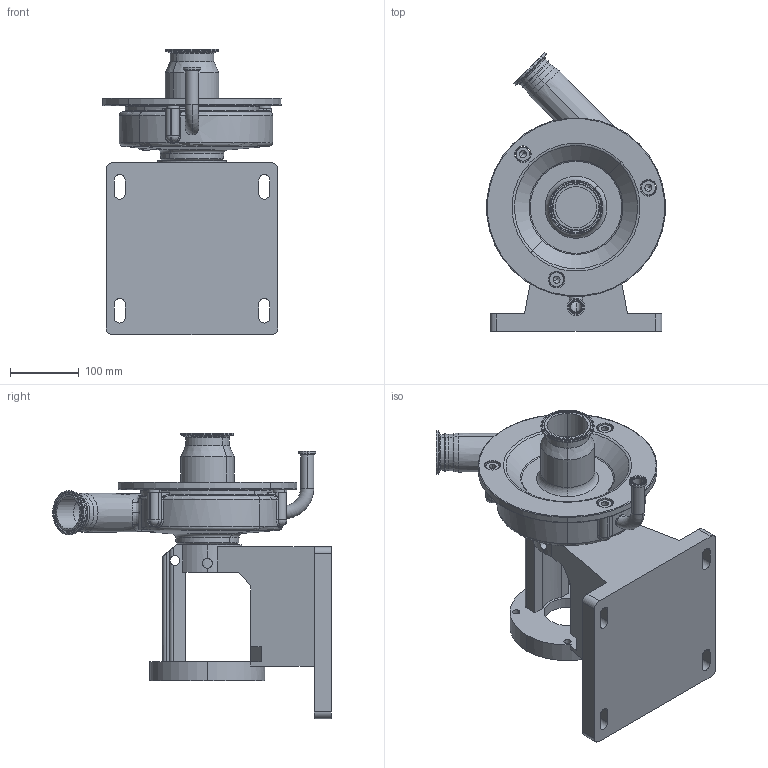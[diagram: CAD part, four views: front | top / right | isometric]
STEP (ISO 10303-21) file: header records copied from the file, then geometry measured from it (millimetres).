
FILE_DESCRIPTION (( 'STEP AP214' ), '1' );
FILE_NAME ('FP 3531 140TC 45L 3-4 IN ELBOW FRONT DRAIN.STEP', '2023-02-02T20:49:50', ( '' ), ( '' ), 'SwSTEP 2.0', 'SolidWorks 2021', '' );
FILE_SCHEMA (( 'AUTOMOTIVE_DESIGN' ));
Length unit declared in the file: millimetre
Products named in the file (1): FP 3531 140TC 45L 3-4 IN ELBOW FRONT DRAIN
Bounding box: 259.01 x 404.86 x 415 mm (x, y, z)
Volume: 7247325.1 mm3; surface area: 660487.9 mm2
Topology: 1 solids, 2 shells, 503 faces, 1273 edges, 772 vertices
Faces by surface type: cylinder 180, plane 108, torus 92, cone 60, bspline 50, sphere 13
Entity records: 20374 total; most frequent: CARTESIAN_POINT 8255, DIRECTION 2609, ORIENTED_EDGE 2526, EDGE_CURVE 1263, AXIS2_PLACEMENT_3D 1078, VERTEX_POINT 771, CIRCLE 624, EDGE_LOOP 550
